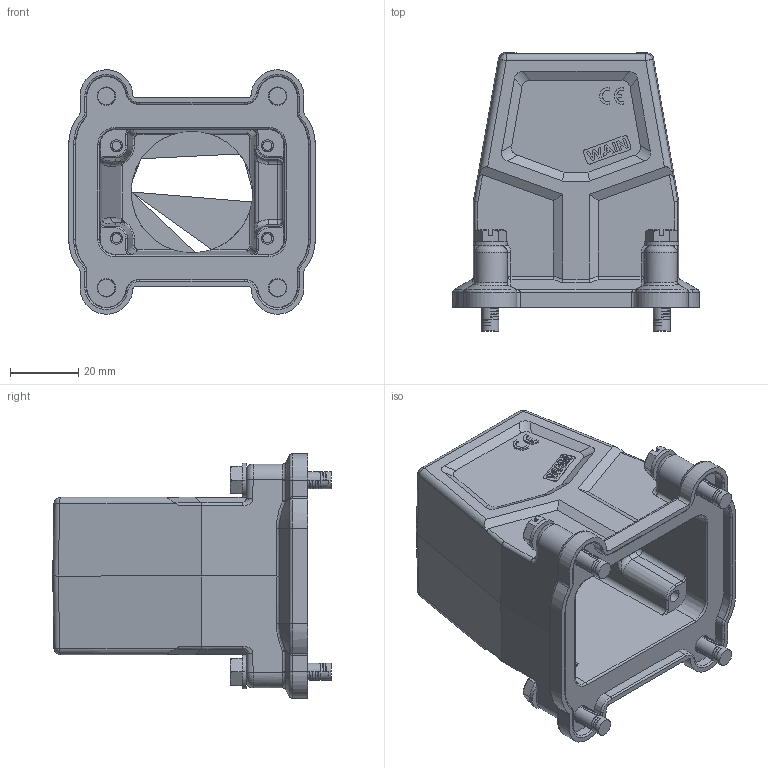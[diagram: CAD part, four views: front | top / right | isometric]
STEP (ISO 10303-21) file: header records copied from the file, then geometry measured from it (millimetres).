
FILE_DESCRIPTION(/* description */ (''),/* implementation_level */ '2;1');
FILE_NAME(/* name */ 'PG29.stp',/* time_stamp */ '2022-09-07T09:35:02+08:00',/* author */ (''),/* organization */ (''),/* preprocessor_version */ 'ST-DEVELOPER v18.1',/* originating_system */ 'SIEMENS PLM Software NX 1980',/* authorisation */ '');
FILE_SCHEMA (('AUTOMOTIVE_DESIGN { 1 0 10303 214 3 1 1 1 }'));
Length unit declared in the file: millimetre
Products named in the file (1): 3D_1111064305001_EMC.W6B-TEH-4S-M25_V1.1_stp
Bounding box: 72 x 81.35 x 71.4 mm (x, y, z)
Volume: 81448.8 mm3; surface area: 35827.2 mm2
Topology: 1 solids, 1 shells, 648 faces, 2104 edges, 1486 vertices
Faces by surface type: plane 265, cylinder 195, torus 72, cone 68, bspline 30, sphere 18
Full cylindrical faces by diameter (mm): 35.5 x2
Entity records: 28930 total; most frequent: CARTESIAN_POINT 11396, ORIENTED_EDGE 4176, DIRECTION 3023, EDGE_CURVE 2088, VERTEX_POINT 1484, AXIS2_PLACEMENT_3D 1012, LINE 999, VECTOR 999
